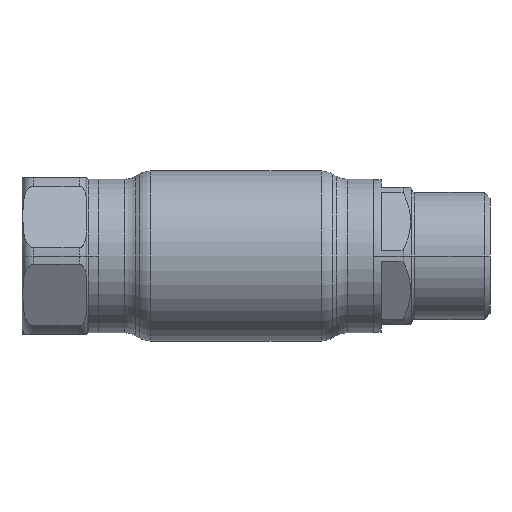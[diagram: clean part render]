
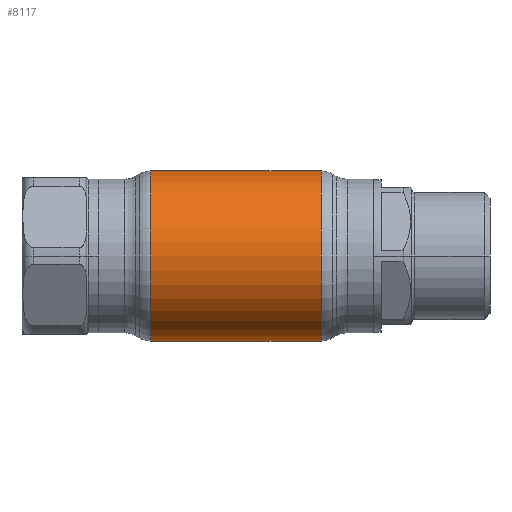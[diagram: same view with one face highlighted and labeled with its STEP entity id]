
A CAD part, front view. The second image highlights one B-rep face of the part: STEP entity #8117.
In plain terms, the highlighted cylindrical face has radius 22.25 mm (diameter 44.5 mm), a partial arc.
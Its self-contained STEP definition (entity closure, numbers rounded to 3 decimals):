
#406 = LINE ( 'NONE', #40650, #49056 ) ;
#2907 = VERTEX_POINT ( 'NONE', #55388 ) ;
#7210 = DIRECTION ( 'NONE',  ( 0., 0., 1. ) ) ;
#8117 = ADVANCED_FACE ( 'NONE', ( #43860 ), #11137, .T. ) ;
#8698 = EDGE_CURVE ( 'NONE', #50807, #2907, #406, .T. ) ;
#9858 = CIRCLE ( 'NONE', #13685, 22.25 ) ;
#11137 = CYLINDRICAL_SURFACE ( 'NONE', #56639, 22.25 ) ;
#11290 = DIRECTION ( 'NONE',  ( -1., 0., 0. ) ) ;
#13685 = AXIS2_PLACEMENT_3D ( 'NONE', #40276, #11290, #15771 ) ;
#15531 = EDGE_CURVE ( 'NONE', #47784, #50807, #9858, .T. ) ;
#15771 = DIRECTION ( 'NONE',  ( 0., 0., 1. ) ) ;
#18125 = DIRECTION ( 'NONE',  ( -1., 0., 0. ) ) ;
#21252 = CARTESIAN_POINT ( 'NONE',  ( -62.69, 0., 0. ) ) ;
#21543 = DIRECTION ( 'NONE',  ( -1., 0., 0. ) ) ;
#21759 = CARTESIAN_POINT ( 'NONE',  ( -22.285, 0., -22.25 ) ) ;
#23314 = VERTEX_POINT ( 'NONE', #21759 ) ;
#24443 = EDGE_CURVE ( 'NONE', #47784, #23314, #26474, .T. ) ;
#26474 = LINE ( 'NONE', #53577, #31600 ) ;
#27194 = AXIS2_PLACEMENT_3D ( 'NONE', #39586, #49142, #29275 ) ;
#29275 = DIRECTION ( 'NONE',  ( 0., 0., 1. ) ) ;
#31600 = VECTOR ( 'NONE', #18125, 1000. ) ;
#32018 = EDGE_CURVE ( 'NONE', #23314, #2907, #52884, .T. ) ;
#34741 = ORIENTED_EDGE ( 'NONE', *, *, #24443, .F. ) ;
#35775 = CARTESIAN_POINT ( 'NONE',  ( 22.285, 0., -22.25 ) ) ;
#38303 = ORIENTED_EDGE ( 'NONE', *, *, #15531, .T. ) ;
#39586 = CARTESIAN_POINT ( 'NONE',  ( -22.285, 0., 0. ) ) ;
#40276 = CARTESIAN_POINT ( 'NONE',  ( 22.285, 0., 0. ) ) ;
#40650 = CARTESIAN_POINT ( 'NONE',  ( -62.69, 0., 22.25 ) ) ;
#43860 = FACE_OUTER_BOUND ( 'NONE', #58865, .T. ) ;
#45449 = ORIENTED_EDGE ( 'NONE', *, *, #8698, .T. ) ;
#47784 = VERTEX_POINT ( 'NONE', #35775 ) ;
#49056 = VECTOR ( 'NONE', #58575, 1000. ) ;
#49142 = DIRECTION ( 'NONE',  ( -1., 0., 0. ) ) ;
#50144 = ORIENTED_EDGE ( 'NONE', *, *, #32018, .F. ) ;
#50807 = VERTEX_POINT ( 'NONE', #52352 ) ;
#52352 = CARTESIAN_POINT ( 'NONE',  ( 22.285, 0., 22.25 ) ) ;
#52884 = CIRCLE ( 'NONE', #27194, 22.25 ) ;
#53577 = CARTESIAN_POINT ( 'NONE',  ( -62.69, 0., -22.25 ) ) ;
#55388 = CARTESIAN_POINT ( 'NONE',  ( -22.285, 0., 22.25 ) ) ;
#56639 = AXIS2_PLACEMENT_3D ( 'NONE', #21252, #21543, #7210 ) ;
#58575 = DIRECTION ( 'NONE',  ( -1., 0., 0. ) ) ;
#58865 = EDGE_LOOP ( 'NONE', ( #34741, #38303, #45449, #50144 ) ) ;
